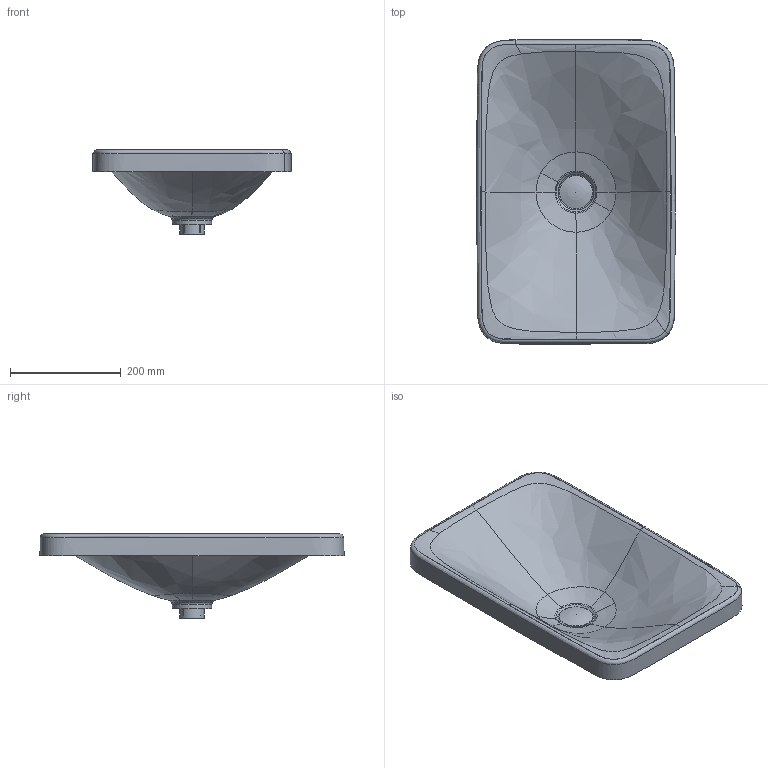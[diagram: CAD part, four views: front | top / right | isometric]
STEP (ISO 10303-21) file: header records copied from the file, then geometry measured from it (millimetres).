
FILE_DESCRIPTION((''),'2;1');
FILE_NAME('037755.stp','2015-10-02T10:07:12',('Administrator'),(''),'Autodesk Inventor 2011','Autodesk Inventor 2011','');
FILE_SCHEMA(('CONFIG_CONTROL_DESIGN'));
Length unit declared in the file: millimetre
Products named in the file (4): 037755; Kelch; Stopfen
Assembly tree (3 placements, depth 2):
  037755
    037755
    Kelch
    Stopfen
Bounding box: 359.92 x 550.15 x 152.35 mm (x, y, z)
Volume: 3847357.4 mm3; surface area: 536755.5 mm2
Topology: 3 solids, 3 shells, 102 faces, 244 edges, 148 vertices
Faces by surface type: bspline 60, plane 18, cylinder 14, cone 5, torus 5
Full cylindrical faces by diameter (mm): 42 x1, 44 x1, 48.918 x1, 60 x1
Entity records: 19076 total; most frequent: CARTESIAN_POINT 16933, ORIENTED_EDGE 460, DIRECTION 285, EDGE_CURVE 230, VERTEX_POINT 145, EDGE_LOOP 117, AXIS2_PLACEMENT_3D 115, B_SPLINE_CURVE_WITH_KNOTS 109
